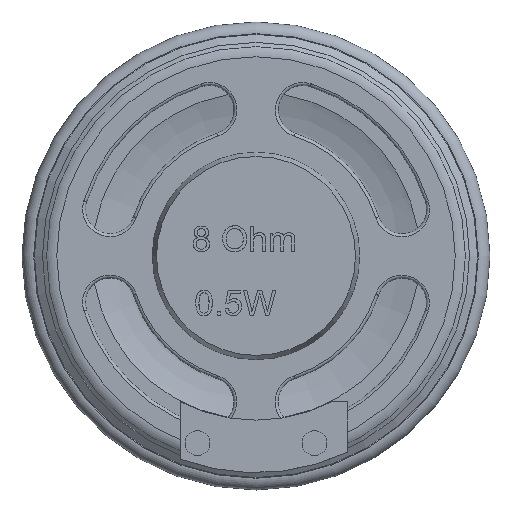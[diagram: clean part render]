
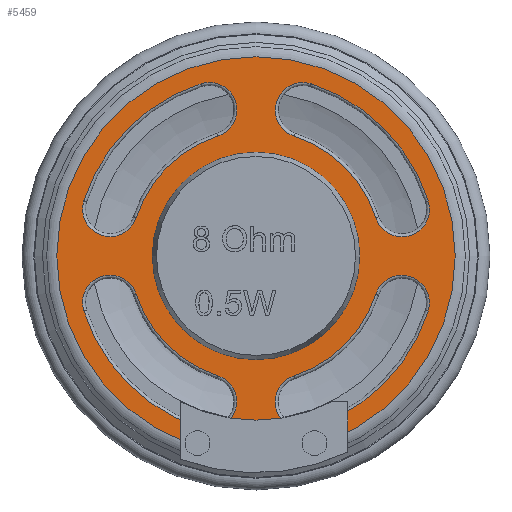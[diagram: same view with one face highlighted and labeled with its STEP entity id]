
A CAD part, top view. The second image highlights one B-rep face of the part: STEP entity #5459.
In plain terms, the highlighted planar face has unit normal (0, 0, 1).
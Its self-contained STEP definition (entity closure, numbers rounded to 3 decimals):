
#1314=FACE_BOUND('',#1726,.T.);
#1315=FACE_BOUND('',#1727,.T.);
#1316=FACE_BOUND('',#1728,.T.);
#1317=FACE_BOUND('',#1729,.T.);
#1318=FACE_BOUND('',#1730,.T.);
#1377=FACE_OUTER_BOUND('',#1725,.T.);
#1725=EDGE_LOOP('',(#3641));
#1726=EDGE_LOOP('',(#3642,#3643,#3644,#3645));
#1727=EDGE_LOOP('',(#3646,#3647,#3648,#3649));
#1728=EDGE_LOOP('',(#3650));
#1729=EDGE_LOOP('',(#3651,#3652,#3653,#3654));
#1730=EDGE_LOOP('',(#3655,#3656,#3657,#3658));
#2126=CIRCLE('',#5831,2.35);
#2128=CIRCLE('',#5834,10.75);
#2131=CIRCLE('',#5838,2.35);
#2133=CIRCLE('',#5841,15.45);
#2137=CIRCLE('',#5848,17.027);
#2138=CIRCLE('',#5849,15.45);
#2139=CIRCLE('',#5850,2.35);
#2140=CIRCLE('',#5851,10.75);
#2141=CIRCLE('',#5852,2.35);
#2142=CIRCLE('',#5853,15.45);
#2143=CIRCLE('',#5854,2.35);
#2144=CIRCLE('',#5855,10.75);
#2145=CIRCLE('',#5856,2.35);
#2146=CIRCLE('',#5857,8.864);
#2147=CIRCLE('',#5858,2.35);
#2148=CIRCLE('',#5859,10.75);
#2149=CIRCLE('',#5860,2.35);
#2150=CIRCLE('',#5861,15.45);
#2235=VERTEX_POINT('',#7223);
#2238=VERTEX_POINT('',#7228);
#2240=VERTEX_POINT('',#7233);
#2242=VERTEX_POINT('',#7239);
#2246=VERTEX_POINT('',#7257);
#2247=VERTEX_POINT('',#7259);
#2248=VERTEX_POINT('',#7260);
#2249=VERTEX_POINT('',#7262);
#2250=VERTEX_POINT('',#7264);
#2251=VERTEX_POINT('',#7267);
#2252=VERTEX_POINT('',#7268);
#2253=VERTEX_POINT('',#7270);
#2254=VERTEX_POINT('',#7272);
#2255=VERTEX_POINT('',#7275);
#2256=VERTEX_POINT('',#7277);
#2257=VERTEX_POINT('',#7278);
#2258=VERTEX_POINT('',#7280);
#2259=VERTEX_POINT('',#7282);
#2787=EDGE_CURVE('',#2238,#2235,#2126,.T.);
#2789=EDGE_CURVE('',#2240,#2238,#2128,.T.);
#2792=EDGE_CURVE('',#2242,#2240,#2131,.T.);
#2794=EDGE_CURVE('',#2235,#2242,#2133,.T.);
#2801=EDGE_CURVE('',#2246,#2246,#2137,.T.);
#2802=EDGE_CURVE('',#2247,#2248,#2138,.T.);
#2803=EDGE_CURVE('',#2249,#2247,#2139,.T.);
#2804=EDGE_CURVE('',#2250,#2249,#2140,.T.);
#2805=EDGE_CURVE('',#2248,#2250,#2141,.T.);
#2806=EDGE_CURVE('',#2251,#2252,#2142,.T.);
#2807=EDGE_CURVE('',#2253,#2251,#2143,.T.);
#2808=EDGE_CURVE('',#2254,#2253,#2144,.T.);
#2809=EDGE_CURVE('',#2252,#2254,#2145,.T.);
#2810=EDGE_CURVE('',#2255,#2255,#2146,.F.);
#2811=EDGE_CURVE('',#2256,#2257,#2147,.T.);
#2812=EDGE_CURVE('',#2258,#2256,#2148,.T.);
#2813=EDGE_CURVE('',#2259,#2258,#2149,.T.);
#2814=EDGE_CURVE('',#2257,#2259,#2150,.T.);
#3641=ORIENTED_EDGE('',*,*,#2801,.F.);
#3642=ORIENTED_EDGE('',*,*,#2802,.F.);
#3643=ORIENTED_EDGE('',*,*,#2803,.F.);
#3644=ORIENTED_EDGE('',*,*,#2804,.F.);
#3645=ORIENTED_EDGE('',*,*,#2805,.F.);
#3646=ORIENTED_EDGE('',*,*,#2806,.F.);
#3647=ORIENTED_EDGE('',*,*,#2807,.F.);
#3648=ORIENTED_EDGE('',*,*,#2808,.F.);
#3649=ORIENTED_EDGE('',*,*,#2809,.F.);
#3650=ORIENTED_EDGE('',*,*,#2810,.F.);
#3651=ORIENTED_EDGE('',*,*,#2811,.F.);
#3652=ORIENTED_EDGE('',*,*,#2812,.F.);
#3653=ORIENTED_EDGE('',*,*,#2813,.F.);
#3654=ORIENTED_EDGE('',*,*,#2814,.F.);
#3655=ORIENTED_EDGE('',*,*,#2787,.F.);
#3656=ORIENTED_EDGE('',*,*,#2789,.F.);
#3657=ORIENTED_EDGE('',*,*,#2792,.F.);
#3658=ORIENTED_EDGE('',*,*,#2794,.F.);
#5282=PLANE('',#5847);
#5459=ADVANCED_FACE('',(#1377,#1314,#1315,#1316,#1317,#1318),#5282,.T.);
#5831=AXIS2_PLACEMENT_3D('',#7230,#6177,#6178);
#5834=AXIS2_PLACEMENT_3D('',#7235,#6183,#6184);
#5838=AXIS2_PLACEMENT_3D('',#7241,#6191,#6192);
#5841=AXIS2_PLACEMENT_3D('',#7244,#6197,#6198);
#5847=AXIS2_PLACEMENT_3D('',#7256,#6212,#6213);
#5848=AXIS2_PLACEMENT_3D('',#7258,#6214,#6215);
#5849=AXIS2_PLACEMENT_3D('',#7261,#6216,#6217);
#5850=AXIS2_PLACEMENT_3D('',#7263,#6218,#6219);
#5851=AXIS2_PLACEMENT_3D('',#7265,#6220,#6221);
#5852=AXIS2_PLACEMENT_3D('',#7266,#6222,#6223);
#5853=AXIS2_PLACEMENT_3D('',#7269,#6224,#6225);
#5854=AXIS2_PLACEMENT_3D('',#7271,#6226,#6227);
#5855=AXIS2_PLACEMENT_3D('',#7273,#6228,#6229);
#5856=AXIS2_PLACEMENT_3D('',#7274,#6230,#6231);
#5857=AXIS2_PLACEMENT_3D('',#7276,#6232,#6233);
#5858=AXIS2_PLACEMENT_3D('',#7279,#6234,#6235);
#5859=AXIS2_PLACEMENT_3D('',#7281,#6236,#6237);
#5860=AXIS2_PLACEMENT_3D('',#7283,#6238,#6239);
#5861=AXIS2_PLACEMENT_3D('',#7284,#6240,#6241);
#6177=DIRECTION('center_axis',(0.,0.,1.));
#6178=DIRECTION('ref_axis',(-0.953,-0.304,0.));
#6183=DIRECTION('center_axis',(0.,0.,-1.));
#6184=DIRECTION('ref_axis',(0.707,-0.708,0.));
#6191=DIRECTION('center_axis',(0.,0.,1.));
#6192=DIRECTION('ref_axis',(0.305,0.952,0.));
#6197=DIRECTION('center_axis',(0.,0.,1.));
#6198=DIRECTION('ref_axis',(0.707,-0.708,0.));
#6212=DIRECTION('center_axis',(0.,0.,1.));
#6213=DIRECTION('ref_axis',(1.,0.,0.));
#6214=DIRECTION('center_axis',(0.,0.,-1.));
#6215=DIRECTION('ref_axis',(1.,0.,0.));
#6216=DIRECTION('center_axis',(0.,0.,1.));
#6217=DIRECTION('ref_axis',(0.708,0.707,0.));
#6218=DIRECTION('center_axis',(0.,0.,1.));
#6219=DIRECTION('ref_axis',(0.304,-0.953,0.));
#6220=DIRECTION('center_axis',(0.,0.,-1.));
#6221=DIRECTION('ref_axis',(0.708,0.707,0.));
#6222=DIRECTION('center_axis',(0.,0.,1.));
#6223=DIRECTION('ref_axis',(-0.952,0.305,0.));
#6224=DIRECTION('center_axis',(0.,0.,1.));
#6225=DIRECTION('ref_axis',(-0.708,-0.707,0.));
#6226=DIRECTION('center_axis',(0.,0.,1.));
#6227=DIRECTION('ref_axis',(-0.304,0.953,0.));
#6228=DIRECTION('center_axis',(0.,0.,-1.));
#6229=DIRECTION('ref_axis',(-0.708,-0.707,0.));
#6230=DIRECTION('center_axis',(0.,0.,1.));
#6231=DIRECTION('ref_axis',(0.952,-0.305,0.));
#6232=DIRECTION('center_axis',(0.,0.,-1.));
#6233=DIRECTION('ref_axis',(1.,0.,0.));
#6234=DIRECTION('center_axis',(0.,0.,1.));
#6235=DIRECTION('ref_axis',(0.953,0.304,0.));
#6236=DIRECTION('center_axis',(0.,0.,-1.));
#6237=DIRECTION('ref_axis',(-0.707,0.708,0.));
#6238=DIRECTION('center_axis',(0.,0.,1.));
#6239=DIRECTION('ref_axis',(-0.305,-0.952,0.));
#6240=DIRECTION('center_axis',(0.,0.,1.));
#6241=DIRECTION('ref_axis',(-0.707,0.708,0.));
#7223=CARTESIAN_POINT('',(4.698,-14.718,3.));
#7228=CARTESIAN_POINT('',(3.269,-10.241,3.));
#7230=CARTESIAN_POINT('Origin',(3.983,-12.48,3.));
#7233=CARTESIAN_POINT('',(10.237,-3.282,3.));
#7235=CARTESIAN_POINT('Origin',(0.,0.,3.));
#7239=CARTESIAN_POINT('',(14.712,-4.718,3.));
#7241=CARTESIAN_POINT('Origin',(12.474,-4.,3.));
#7244=CARTESIAN_POINT('Origin',(0.,0.,3.));
#7256=CARTESIAN_POINT('Origin',(0.,0.,3.));
#7257=CARTESIAN_POINT('',(-17.027,0.,3.));
#7258=CARTESIAN_POINT('Origin',(0.,0.,3.));
#7259=CARTESIAN_POINT('',(14.718,4.698,3.));
#7260=CARTESIAN_POINT('',(4.718,14.712,3.));
#7261=CARTESIAN_POINT('Origin',(0.,0.,3.));
#7262=CARTESIAN_POINT('',(10.241,3.269,3.));
#7263=CARTESIAN_POINT('Origin',(12.48,3.983,3.));
#7264=CARTESIAN_POINT('',(3.282,10.237,3.));
#7265=CARTESIAN_POINT('Origin',(0.,0.,3.));
#7266=CARTESIAN_POINT('Origin',(4.,12.474,3.));
#7267=CARTESIAN_POINT('',(-14.718,-4.698,3.));
#7268=CARTESIAN_POINT('',(-4.718,-14.712,3.));
#7269=CARTESIAN_POINT('Origin',(0.,0.,3.));
#7270=CARTESIAN_POINT('',(-10.241,-3.269,3.));
#7271=CARTESIAN_POINT('Origin',(-12.48,-3.983,3.));
#7272=CARTESIAN_POINT('',(-3.282,-10.237,3.));
#7273=CARTESIAN_POINT('Origin',(0.,0.,3.));
#7274=CARTESIAN_POINT('Origin',(-4.,-12.474,3.));
#7275=CARTESIAN_POINT('',(-8.864,0.,3.));
#7276=CARTESIAN_POINT('Origin',(0.,0.,3.));
#7277=CARTESIAN_POINT('',(-3.269,10.241,3.));
#7278=CARTESIAN_POINT('',(-4.698,14.718,3.));
#7279=CARTESIAN_POINT('Origin',(-3.983,12.48,3.));
#7280=CARTESIAN_POINT('',(-10.237,3.282,3.));
#7281=CARTESIAN_POINT('Origin',(0.,0.,3.));
#7282=CARTESIAN_POINT('',(-14.712,4.718,3.));
#7283=CARTESIAN_POINT('Origin',(-12.474,4.,3.));
#7284=CARTESIAN_POINT('Origin',(0.,0.,3.));
